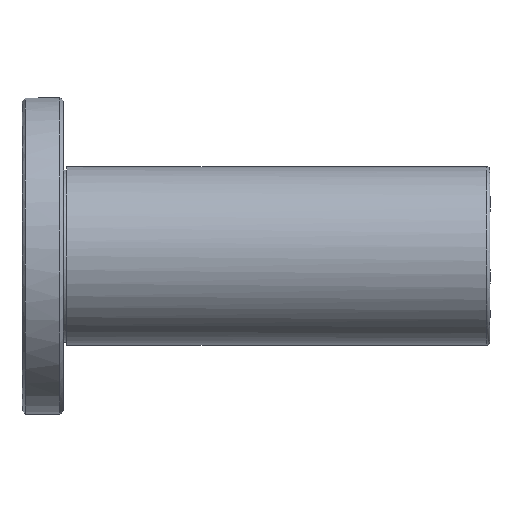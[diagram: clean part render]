
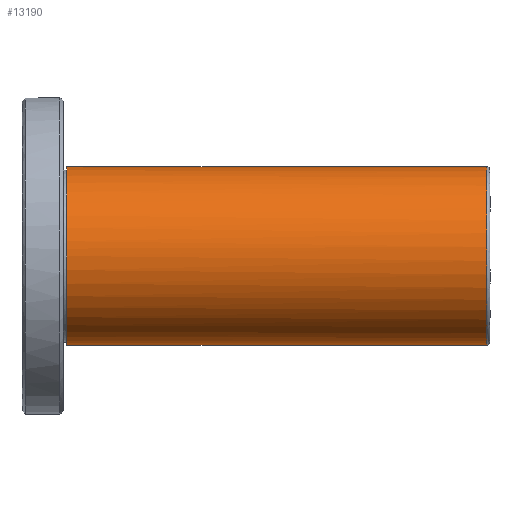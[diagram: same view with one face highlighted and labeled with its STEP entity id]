
A CAD part, front view. The second image highlights one B-rep face of the part: STEP entity #13190.
In plain terms, the highlighted free-form (B-spline) face has degree [3, 1] with [7, 2] control points.
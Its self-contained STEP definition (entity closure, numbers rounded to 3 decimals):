
#12320 = CARTESIAN_POINT ('', (6.5, -13., 0.));
#12330 = VERTEX_POINT ('', #12320);
#12340 = CARTESIAN_POINT ('', (6.5, 0., -13.));
#12350 = VERTEX_POINT ('', #12340);
#12360 = CARTESIAN_POINT ('', (6.5, -13., 0.));
#12370 = CARTESIAN_POINT ('', (6.5, -13., -8.667));
#12380 = CARTESIAN_POINT ('', (6.5, -6.5, -13.));
#12390 = CARTESIAN_POINT ('', (6.5, 0., -13.));
#12400 = (
   BOUNDED_CURVE ()
   B_SPLINE_CURVE (3, (#12360, #12370, #12380, #12390), .UNSPECIFIED., .F., .U.)
   B_SPLINE_CURVE_WITH_KNOTS ((4, 4), (0., 1.), .UNSPECIFIED.)
   CURVE ()
   GEOMETRIC_REPRESENTATION_ITEM ()
   RATIONAL_B_SPLINE_CURVE ((0.5, 0.5, 0.667, 1.))
   REPRESENTATION_ITEM ('')
);
#12410 = EDGE_CURVE ('', #12330, #12350, #12400, .T.);
#12430 = CARTESIAN_POINT ('', (6.5, 13., 0.));
#12440 = VERTEX_POINT ('', #12430);
#12450 = CARTESIAN_POINT ('', (6.5, 13., 0.));
#12460 = CARTESIAN_POINT ('', (6.5, 13., 8.667));
#12470 = CARTESIAN_POINT ('', (6.5, 6.5, 13.));
#12480 = CARTESIAN_POINT ('', (6.5, 0., 13.));
#12490 = CARTESIAN_POINT ('', (6.5, -6.5, 13.));
#12500 = CARTESIAN_POINT ('', (6.5, -13., 8.667));
#12510 = CARTESIAN_POINT ('', (6.5, -13., 0.));
#12520 = (
   BOUNDED_CURVE ()
   B_SPLINE_CURVE (3, (#12450, #12460, #12470, #12480, #12490, #12500, #12510), .UNSPECIFIED., .F., .U.)
   B_SPLINE_CURVE_WITH_KNOTS ((4, 3, 4), (0., 0.5, 1.), .UNSPECIFIED.)
   CURVE ()
   GEOMETRIC_REPRESENTATION_ITEM ()
   RATIONAL_B_SPLINE_CURVE ((0.5, 0.5, 0.667, 1., 0.667, 0.5, 0.5))
   REPRESENTATION_ITEM ('')
);
#12530 = EDGE_CURVE ('', #12440, #12330, #12520, .T.);
#12550 = CARTESIAN_POINT ('', (6.5, 0., -13.));
#12560 = CARTESIAN_POINT ('', (6.5, 6.5, -13.));
#12570 = CARTESIAN_POINT ('', (6.5, 13., -8.667));
#12580 = CARTESIAN_POINT ('', (6.5, 13., 0.));
#12590 = (
   BOUNDED_CURVE ()
   B_SPLINE_CURVE (3, (#12550, #12560, #12570, #12580), .UNSPECIFIED., .F., .U.)
   B_SPLINE_CURVE_WITH_KNOTS ((4, 4), (0., 1.), .UNSPECIFIED.)
   CURVE ()
   GEOMETRIC_REPRESENTATION_ITEM ()
   RATIONAL_B_SPLINE_CURVE ((1., 0.667, 0.5, 0.5))
   REPRESENTATION_ITEM ('')
);
#12600 = EDGE_CURVE ('', #12350, #12440, #12590, .T.);
#12750 = CARTESIAN_POINT ('', (67.5, 0., -13.));
#12760 = VERTEX_POINT ('', #12750);
#12770 = CARTESIAN_POINT ('', (67.5, 0., 13.));
#12780 = VERTEX_POINT ('', #12770);
#12790 = CARTESIAN_POINT ('', (67.5, 0., -13.));
#12800 = CARTESIAN_POINT ('', (67.5, 26., -13.));
#12810 = CARTESIAN_POINT ('', (67.5, 26., 13.));
#12820 = CARTESIAN_POINT ('', (67.5, 0., 13.));
#12830 = (
   BOUNDED_CURVE ()
   B_SPLINE_CURVE (3, (#12790, #12800, #12810, #12820), .UNSPECIFIED., .F., .U.)
   B_SPLINE_CURVE_WITH_KNOTS ((4, 4), (0., 1.), .UNSPECIFIED.)
   CURVE ()
   GEOMETRIC_REPRESENTATION_ITEM ()
   RATIONAL_B_SPLINE_CURVE ((0.957, 0.319, 0.319, 0.957))
   REPRESENTATION_ITEM ('')
);
#12840 = EDGE_CURVE ('', #12760, #12780, #12830, .T.);
#12850 = ORIENTED_EDGE ('', *, *, #12840, .F.);
#12860 = CARTESIAN_POINT ('', (67.5, 0., -13.));
#12870 = CARTESIAN_POINT ('', (6.5, 0., -13.));
#12880 = B_SPLINE_CURVE_WITH_KNOTS ('', 1, (#12860, #12870), .UNSPECIFIED., .F., .U., (2, 2), (0., 1.), .UNSPECIFIED.);
#12890 = EDGE_CURVE ('', #12760, #12350, #12880, .T.);
#12900 = ORIENTED_EDGE ('', *, *, #12890, .T.);
#12910 = ORIENTED_EDGE ('', *, *, #12600, .T.);
#12920 = ORIENTED_EDGE ('', *, *, #12530, .T.);
#12930 = ORIENTED_EDGE ('', *, *, #12410, .T.);
#12940 = ORIENTED_EDGE ('', *, *, #12890, .F.);
#12950 = CARTESIAN_POINT ('', (67.5, 0., 13.));
#12960 = CARTESIAN_POINT ('', (67.5, -26., 13.));
#12970 = CARTESIAN_POINT ('', (67.5, -26., -13.));
#12980 = CARTESIAN_POINT ('', (67.5, 0., -13.));
#12990 = (
   BOUNDED_CURVE ()
   B_SPLINE_CURVE (3, (#12950, #12960, #12970, #12980), .UNSPECIFIED., .F., .U.)
   B_SPLINE_CURVE_WITH_KNOTS ((4, 4), (0., 1.), .UNSPECIFIED.)
   CURVE ()
   GEOMETRIC_REPRESENTATION_ITEM ()
   RATIONAL_B_SPLINE_CURVE ((0.957, 0.319, 0.319, 0.957))
   REPRESENTATION_ITEM ('')
);
#13000 = EDGE_CURVE ('', #12780, #12760, #12990, .T.);
#13010 = ORIENTED_EDGE ('', *, *, #13000, .F.);
#13020 = EDGE_LOOP ('', (#12850, #12900, #12910, #12920, #12930, #12940, #13010));
#13030 = FACE_OUTER_BOUND ('', #13020, .T.);
#13040 = CARTESIAN_POINT ('', (0.4, 0., -13.));
#13050 = CARTESIAN_POINT ('', (73.6, 0., -13.));
#13060 = CARTESIAN_POINT ('', (0.4, 26., -13.));
#13070 = CARTESIAN_POINT ('', (73.6, 26., -13.));
#13080 = CARTESIAN_POINT ('', (0.4, 26., 13.));
#13090 = CARTESIAN_POINT ('', (73.6, 26., 13.));
#13100 = CARTESIAN_POINT ('', (0.4, 0., 13.));
#13110 = CARTESIAN_POINT ('', (73.6, 0., 13.));
#13120 = CARTESIAN_POINT ('', (0.4, -26., 13.));
#13130 = CARTESIAN_POINT ('', (73.6, -26., 13.));
#13140 = CARTESIAN_POINT ('', (0.4, -26., -13.));
#13150 = CARTESIAN_POINT ('', (73.6, -26., -13.));
#13160 = CARTESIAN_POINT ('', (0.4, 0., -13.));
#13170 = CARTESIAN_POINT ('', (73.6, 0., -13.));
#13180 = (
   BOUNDED_SURFACE ()
   B_SPLINE_SURFACE (3, 1, ((#13040, #13050), (#13060, #13070), (#13080, #13090), (#13100, #13110), (#13120, #13130), (#13140, #13150), (#13160, #13170)), .UNSPECIFIED., .T., .F., .U.)
   B_SPLINE_SURFACE_WITH_KNOTS ((4, 3, 4), (2, 2), (0., 0.5, 1.), (0., 1.), .UNSPECIFIED.)
   SURFACE ()
   GEOMETRIC_REPRESENTATION_ITEM ()
   RATIONAL_B_SPLINE_SURFACE (((1., 1.), (0.333, 0.333), (0.333, 0.333), (1., 1.), (0.333, 0.333), (0.333, 0.333), (1., 1.)))
   REPRESENTATION_ITEM ('')
);
#13190 = ADVANCED_FACE ('', (#13030), #13180, .T.);
